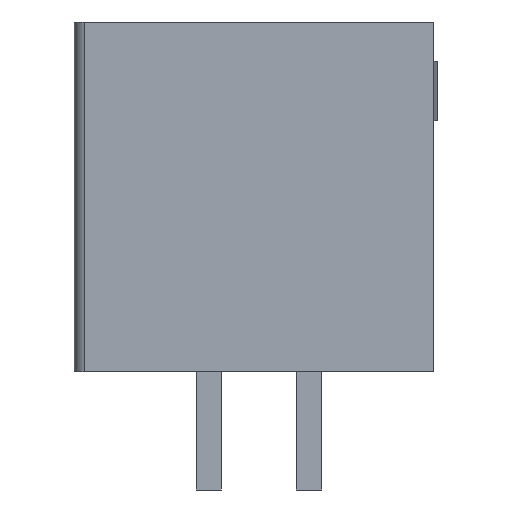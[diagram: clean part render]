
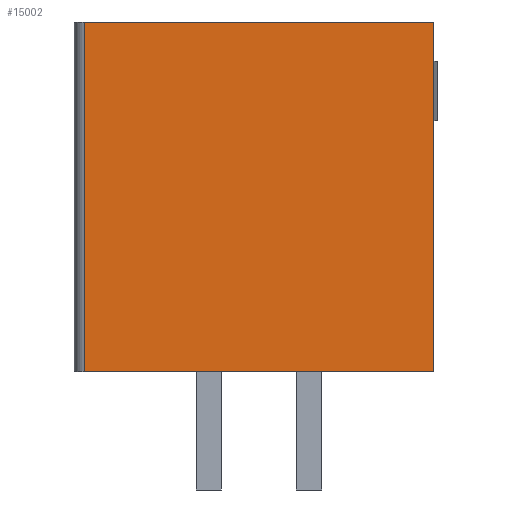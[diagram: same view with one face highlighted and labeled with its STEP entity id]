
A CAD part, left-side view. The second image highlights one B-rep face of the part: STEP entity #15002.
In plain terms, the highlighted planar face has unit normal (-1, 0, 0).
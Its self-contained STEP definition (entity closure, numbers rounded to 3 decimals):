
#51 = VERTEX_POINT('',#52);
#52 = CARTESIAN_POINT('',(-5.1,-3.155,8.85));
#58 = EDGE_CURVE('',#51,#59,#61,.T.);
#59 = VERTEX_POINT('',#60);
#60 = CARTESIAN_POINT('',(-5.1,-3.155,0.));
#61 = LINE('',#62,#63);
#62 = CARTESIAN_POINT('',(-5.1,-3.155,8.85));
#63 = VECTOR('',#64,1.);
#64 = DIRECTION('',(0.,0.,-1.));
#261 = VERTEX_POINT('',#262);
#262 = CARTESIAN_POINT('',(-5.1,5.695,0.));
#268 = EDGE_CURVE('',#269,#261,#271,.T.);
#269 = VERTEX_POINT('',#270);
#270 = CARTESIAN_POINT('',(-5.1,5.695,8.85));
#271 = LINE('',#272,#273);
#272 = CARTESIAN_POINT('',(-5.1,5.695,8.85));
#273 = VECTOR('',#274,1.);
#274 = DIRECTION('',(0.,0.,-1.));
#5514 = EDGE_CURVE('',#261,#59,#5515,.T.);
#5515 = LINE('',#5516,#5517);
#5516 = CARTESIAN_POINT('',(-5.1,5.695,0.));
#5517 = VECTOR('',#5518,1.);
#5518 = DIRECTION('',(0.,-1.,0.));
#15002 = ADVANCED_FACE('',(#15003),#15014,.F.);
#15003 = FACE_BOUND('',#15004,.T.);
#15004 = EDGE_LOOP('',(#15005,#15006,#15007,#15013));
#15005 = ORIENTED_EDGE('',*,*,#5514,.T.);
#15006 = ORIENTED_EDGE('',*,*,#58,.F.);
#15007 = ORIENTED_EDGE('',*,*,#15008,.F.);
#15008 = EDGE_CURVE('',#269,#51,#15009,.T.);
#15009 = LINE('',#15010,#15011);
#15010 = CARTESIAN_POINT('',(-5.1,5.695,8.85));
#15011 = VECTOR('',#15012,1.);
#15012 = DIRECTION('',(0.,-1.,0.));
#15013 = ORIENTED_EDGE('',*,*,#268,.T.);
#15014 = PLANE('',#15015);
#15015 = AXIS2_PLACEMENT_3D('',#15016,#15017,#15018);
#15016 = CARTESIAN_POINT('',(-5.1,5.695,8.85));
#15017 = DIRECTION('',(1.,0.,0.));
#15018 = DIRECTION('',(0.,1.,0.));
